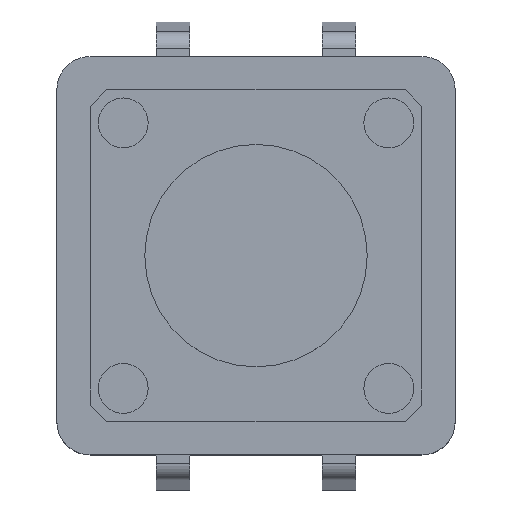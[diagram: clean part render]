
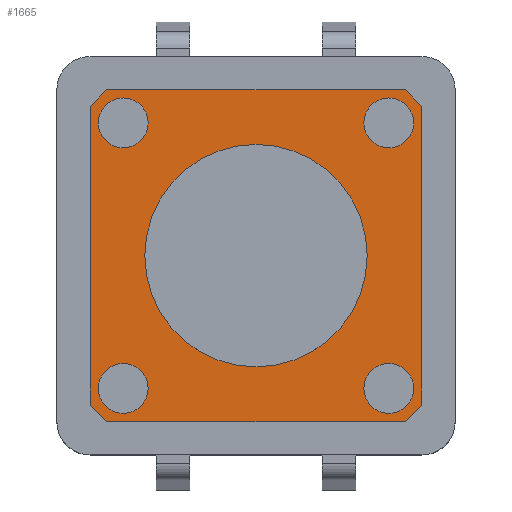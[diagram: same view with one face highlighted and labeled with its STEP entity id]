
A CAD part, top view. The second image highlights one B-rep face of the part: STEP entity #1665.
In plain terms, the highlighted planar face has unit normal (0, 0, 1).
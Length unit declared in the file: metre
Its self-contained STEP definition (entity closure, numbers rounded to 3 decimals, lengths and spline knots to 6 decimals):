
#52=CIRCLE('',#1859,0.00335);
#53=CIRCLE('',#1860,0.00075);
#54=CIRCLE('',#1861,0.00075);
#55=CIRCLE('',#1862,0.00075);
#56=CIRCLE('',#1863,0.00075);
#362=ORIENTED_EDGE('',*,*,#676,.T.);
#363=ORIENTED_EDGE('',*,*,#677,.T.);
#364=ORIENTED_EDGE('',*,*,#678,.T.);
#365=ORIENTED_EDGE('',*,*,#679,.T.);
#366=ORIENTED_EDGE('',*,*,#680,.T.);
#367=ORIENTED_EDGE('',*,*,#662,.F.);
#368=ORIENTED_EDGE('',*,*,#681,.T.);
#369=ORIENTED_EDGE('',*,*,#664,.T.);
#370=ORIENTED_EDGE('',*,*,#682,.T.);
#371=ORIENTED_EDGE('',*,*,#670,.T.);
#372=ORIENTED_EDGE('',*,*,#683,.T.);
#373=ORIENTED_EDGE('',*,*,#674,.F.);
#374=ORIENTED_EDGE('',*,*,#684,.T.);
#662=EDGE_CURVE('',#842,#843,#1032,.T.);
#664=EDGE_CURVE('',#844,#845,#1034,.T.);
#670=EDGE_CURVE('',#851,#850,#1040,.T.);
#674=EDGE_CURVE('',#854,#855,#1044,.T.);
#676=EDGE_CURVE('',#856,#856,#52,.F.);
#677=EDGE_CURVE('',#857,#857,#53,.F.);
#678=EDGE_CURVE('',#858,#858,#54,.F.);
#679=EDGE_CURVE('',#859,#859,#55,.F.);
#680=EDGE_CURVE('',#860,#860,#56,.F.);
#681=EDGE_CURVE('',#842,#844,#1046,.T.);
#682=EDGE_CURVE('',#845,#851,#1047,.F.);
#683=EDGE_CURVE('',#850,#855,#1048,.T.);
#684=EDGE_CURVE('',#854,#843,#1049,.F.);
#842=VERTEX_POINT('',#2684);
#843=VERTEX_POINT('',#2686);
#844=VERTEX_POINT('',#2690);
#845=VERTEX_POINT('',#2691);
#850=VERTEX_POINT('',#2702);
#851=VERTEX_POINT('',#2704);
#854=VERTEX_POINT('',#2711);
#855=VERTEX_POINT('',#2713);
#856=VERTEX_POINT('',#2717);
#857=VERTEX_POINT('',#2719);
#858=VERTEX_POINT('',#2721);
#859=VERTEX_POINT('',#2723);
#860=VERTEX_POINT('',#2725);
#1032=LINE('',#2685,#1220);
#1034=LINE('',#2689,#1222);
#1040=LINE('',#2703,#1228);
#1044=LINE('',#2712,#1232);
#1046=LINE('',#2726,#1234);
#1047=LINE('',#2727,#1235);
#1048=LINE('',#2728,#1236);
#1049=LINE('',#2729,#1237);
#1220=VECTOR('',#2194,1.);
#1222=VECTOR('',#2198,1.);
#1228=VECTOR('',#2206,1.);
#1232=VECTOR('',#2212,1.);
#1234=VECTOR('',#2226,1.);
#1235=VECTOR('',#2227,1.);
#1236=VECTOR('',#2228,1.);
#1237=VECTOR('',#2229,1.);
#1342=EDGE_LOOP('',(#362));
#1343=EDGE_LOOP('',(#363));
#1344=EDGE_LOOP('',(#364));
#1345=EDGE_LOOP('',(#365));
#1346=EDGE_LOOP('',(#366));
#1347=EDGE_LOOP('',(#367,#368,#369,#370,#371,#372,#373,#374));
#1464=FACE_BOUND('',#1342,.T.);
#1465=FACE_BOUND('',#1343,.T.);
#1466=FACE_BOUND('',#1344,.T.);
#1467=FACE_BOUND('',#1345,.T.);
#1468=FACE_BOUND('',#1346,.T.);
#1469=FACE_BOUND('',#1347,.T.);
#1580=PLANE('',#1858);
#1665=ADVANCED_FACE('',(#1464,#1465,#1466,#1467,#1468,#1469),#1580,.T.);
#1858=AXIS2_PLACEMENT_3D('',#2715,#2214,#2215);
#1859=AXIS2_PLACEMENT_3D('',#2716,#2216,#2217);
#1860=AXIS2_PLACEMENT_3D('',#2718,#2218,#2219);
#1861=AXIS2_PLACEMENT_3D('',#2720,#2220,#2221);
#1862=AXIS2_PLACEMENT_3D('',#2722,#2222,#2223);
#1863=AXIS2_PLACEMENT_3D('',#2724,#2224,#2225);
#2194=DIRECTION('',(1.,0.,0.));
#2198=DIRECTION('',(0.,-1.,0.));
#2206=DIRECTION('',(1.,0.,0.));
#2212=DIRECTION('',(0.,-1.,0.));
#2214=DIRECTION('',(0.,0.,1.));
#2215=DIRECTION('',(1.,0.,0.));
#2216=DIRECTION('',(0.,0.,1.));
#2217=DIRECTION('',(1.,0.,0.));
#2218=DIRECTION('',(0.,0.,1.));
#2219=DIRECTION('',(1.,0.,0.));
#2220=DIRECTION('',(0.,0.,1.));
#2221=DIRECTION('',(1.,0.,0.));
#2222=DIRECTION('',(0.,0.,1.));
#2223=DIRECTION('',(1.,0.,0.));
#2224=DIRECTION('',(0.,0.,1.));
#2225=DIRECTION('',(1.,0.,0.));
#2226=DIRECTION('',(-0.707,-0.707,0.));
#2227=DIRECTION('',(-0.707,0.707,0.));
#2228=DIRECTION('',(0.707,0.707,0.));
#2229=DIRECTION('',(0.707,-0.707,0.));
#2684=CARTESIAN_POINT('',(0.0015,0.011,0.00391));
#2685=CARTESIAN_POINT('',(0.006,0.011,0.00391));
#2686=CARTESIAN_POINT('',(0.0105,0.011,0.00391));
#2689=CARTESIAN_POINT('',(0.001,0.006,0.00391));
#2690=CARTESIAN_POINT('',(0.001,0.0105,0.00391));
#2691=CARTESIAN_POINT('',(0.001,0.0015,0.00391));
#2702=CARTESIAN_POINT('',(0.0105,0.001,0.00391));
#2703=CARTESIAN_POINT('',(0.006,0.001,0.00391));
#2704=CARTESIAN_POINT('',(0.0015,0.001,0.00391));
#2711=CARTESIAN_POINT('',(0.011,0.0105,0.00391));
#2712=CARTESIAN_POINT('',(0.011,0.006,0.00391));
#2713=CARTESIAN_POINT('',(0.011,0.0015,0.00391));
#2715=CARTESIAN_POINT('',(0.006,0.006,0.00391));
#2716=CARTESIAN_POINT('',(0.006,0.006,0.00391));
#2717=CARTESIAN_POINT('',(0.00935,0.006,0.00391));
#2718=CARTESIAN_POINT('',(0.002,0.01,0.00391));
#2719=CARTESIAN_POINT('',(0.00275,0.01,0.00391));
#2720=CARTESIAN_POINT('',(0.01,0.01,0.00391));
#2721=CARTESIAN_POINT('',(0.01075,0.01,0.00391));
#2722=CARTESIAN_POINT('',(0.01,0.002,0.00391));
#2723=CARTESIAN_POINT('',(0.01075,0.002,0.00391));
#2724=CARTESIAN_POINT('',(0.002,0.002,0.00391));
#2725=CARTESIAN_POINT('',(0.00275,0.002,0.00391));
#2726=CARTESIAN_POINT('',(0.00125,0.01075,0.00391));
#2727=CARTESIAN_POINT('',(0.00125,0.00125,0.00391));
#2728=CARTESIAN_POINT('',(0.01075,0.00125,0.00391));
#2729=CARTESIAN_POINT('',(0.01075,0.01075,0.00391));
